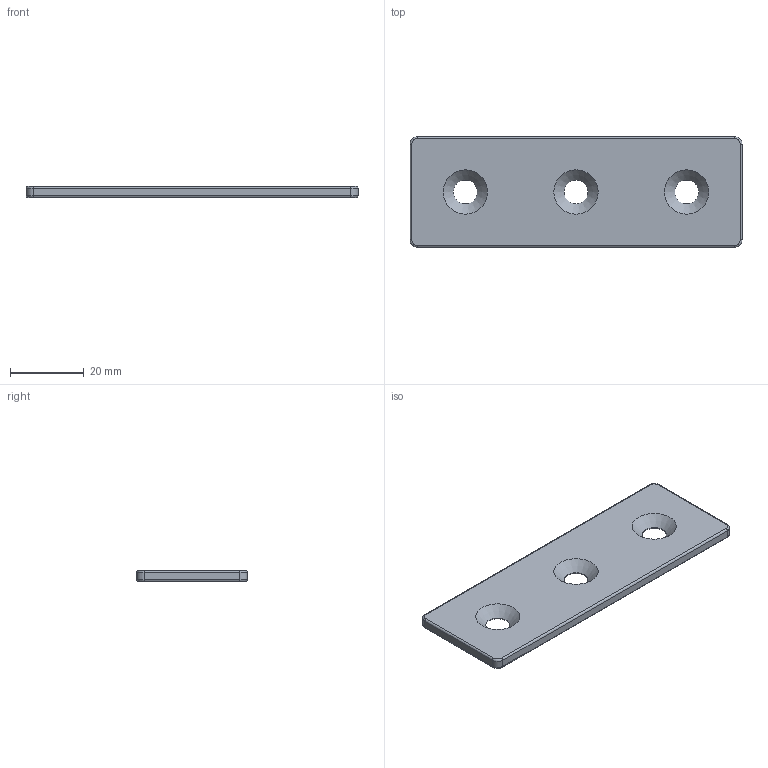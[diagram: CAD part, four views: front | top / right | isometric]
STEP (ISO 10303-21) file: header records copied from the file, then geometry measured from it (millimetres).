
FILE_DESCRIPTION(/* description */ ('KriTec Lasche 6 60x30x3 schwarz'),/* implementation_level */ '2;1');
FILE_NAME(/* name */ '13862_KriTec_Lasche_6_90x30x3_schwarz_mit_Senkungen.stp',/* time_stamp */ '2020-06-26T14:14:02+02:00',/* author */ ('Nell'),/* organization */ (''),/* preprocessor_version */ 'ST-DEVELOPER v17',/* originating_system */ 'Autodesk Inventor 2018',/* authorisation */ '');
FILE_SCHEMA (('AUTOMOTIVE_DESIGN { 1 0 10303 214 3 1 1 }'));
Length unit declared in the file: millimetre
Products named in the file (1): 13862_KriTec_Lasche_6_90x30x3_schwarz_mit_Senkungen
Bounding box: 90 x 30 x 3 mm (x, y, z)
Volume: 7468.8 mm3; surface area: 5916.6 mm2
Topology: 1 solids, 1 shells, 32 faces, 77 edges, 47 vertices
Faces by surface type: cylinder 15, torus 8, plane 6, cone 3
Full cylindrical faces by diameter (mm): 6.5 x3
Entity records: 995 total; most frequent: DIRECTION 190, CARTESIAN_POINT 157, ORIENTED_EDGE 154, AXIS2_PLACEMENT_3D 80, EDGE_CURVE 77, CIRCLE 47, VERTEX_POINT 47, EDGE_LOOP 38
